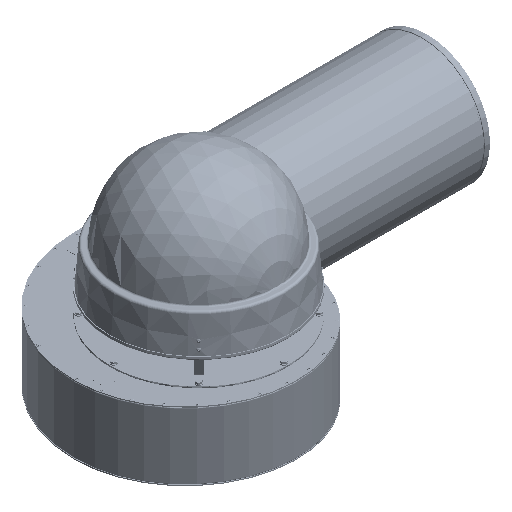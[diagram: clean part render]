
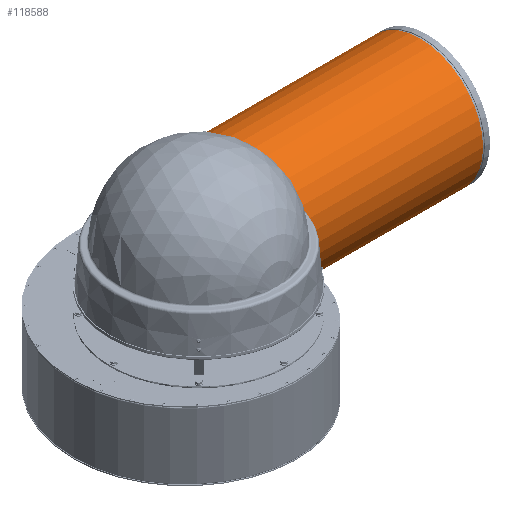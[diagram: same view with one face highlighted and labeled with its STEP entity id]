
A CAD part, isometric view. The second image highlights one B-rep face of the part: STEP entity #118588.
In plain terms, the highlighted cylindrical face has radius 128.75 mm (diameter 257.5 mm), a full revolution.
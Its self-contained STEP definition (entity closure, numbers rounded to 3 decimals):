
#10977=FACE_OUTER_BOUND('',#18166,.T.);
#18166=EDGE_LOOP('',(#80043,#80044,#80045,#80046,#80047,#80048));
#25258=LINE('',#173683,#34361);
#34361=VECTOR('',#140977,128.75);
#44266=CIRCLE('',#126992,128.75);
#44268=CIRCLE('',#126994,128.75);
#44269=CIRCLE('',#126996,128.75);
#44270=CIRCLE('',#126997,128.75);
#49033=VERTEX_POINT('',#173673);
#49034=VERTEX_POINT('',#173674);
#49035=VERTEX_POINT('',#173679);
#49036=VERTEX_POINT('',#173680);
#60955=EDGE_CURVE('',#49033,#49034,#44266,.T.);
#60957=EDGE_CURVE('',#49034,#49033,#44268,.T.);
#60958=EDGE_CURVE('',#49035,#49036,#44269,.T.);
#60959=EDGE_CURVE('',#49036,#49035,#44270,.T.);
#60960=EDGE_CURVE('',#49036,#49034,#25258,.T.);
#80043=ORIENTED_EDGE('',*,*,#60958,.F.);
#80044=ORIENTED_EDGE('',*,*,#60959,.F.);
#80045=ORIENTED_EDGE('',*,*,#60960,.T.);
#80046=ORIENTED_EDGE('',*,*,#60957,.T.);
#80047=ORIENTED_EDGE('',*,*,#60955,.T.);
#80048=ORIENTED_EDGE('',*,*,#60960,.F.);
#109676=CYLINDRICAL_SURFACE('',#126995,128.75);
#118588=ADVANCED_FACE('',(#10977),#109676,.T.);
#126992=AXIS2_PLACEMENT_3D('',#173675,#140965,#140966);
#126994=AXIS2_PLACEMENT_3D('',#173677,#140969,#140970);
#126995=AXIS2_PLACEMENT_3D('',#173678,#140971,#140972);
#126996=AXIS2_PLACEMENT_3D('',#173681,#140973,#140974);
#126997=AXIS2_PLACEMENT_3D('',#173682,#140975,#140976);
#140965=DIRECTION('center_axis',(-1.,0.,0.));
#140966=DIRECTION('ref_axis',(0.,0.,
-1.));
#140969=DIRECTION('center_axis',(-1.,0.,0.));
#140970=DIRECTION('ref_axis',(0.,0.,
-1.));
#140971=DIRECTION('center_axis',(-1.,0.,0.));
#140972=DIRECTION('ref_axis',(0.,0.,
-1.));
#140973=DIRECTION('center_axis',(-1.,0.,0.));
#140974=DIRECTION('ref_axis',(0.,0.,
-1.));
#140975=DIRECTION('center_axis',(-1.,0.,0.));
#140976=DIRECTION('ref_axis',(0.,0.,
-1.));
#140977=DIRECTION('',(1.,0.,0.));
#173673=CARTESIAN_POINT('',(659.326,335.4,-73.));
#173674=CARTESIAN_POINT('',(659.326,206.65,55.75));
#173675=CARTESIAN_POINT('Origin',(659.326,206.65,-73.));
#173677=CARTESIAN_POINT('Origin',(659.326,206.65,-73.));
#173678=CARTESIAN_POINT('Origin',(423.576,206.65,-73.));
#173679=CARTESIAN_POINT('',(187.826,335.4,-73.));
#173680=CARTESIAN_POINT('',(187.826,206.65,55.75));
#173681=CARTESIAN_POINT('Origin',(187.826,206.65,-73.));
#173682=CARTESIAN_POINT('Origin',(187.826,206.65,-73.));
#173683=CARTESIAN_POINT('',(423.576,206.65,55.75));
